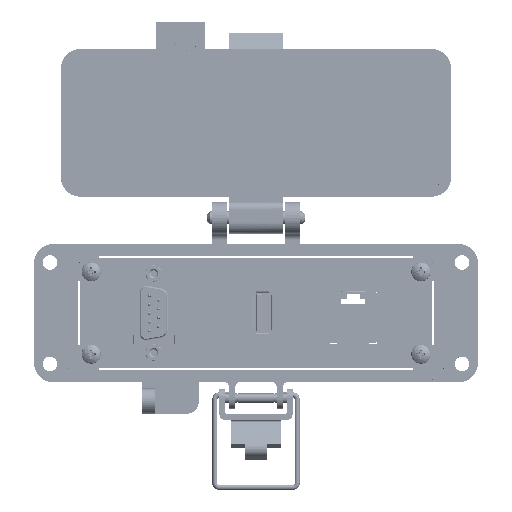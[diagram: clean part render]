
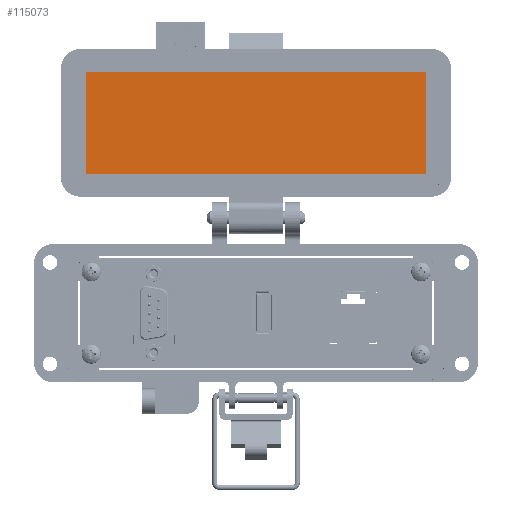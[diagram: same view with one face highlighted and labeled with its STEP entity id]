
A CAD part, top view. The second image highlights one B-rep face of the part: STEP entity #115073.
In plain terms, the highlighted planar face has unit normal (0, 0, 1).
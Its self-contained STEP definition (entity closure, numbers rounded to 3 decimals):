
#3985 = ORIENTED_EDGE ( 'NONE', *, *, #53456, .F. ) ;
#9332 = ORIENTED_EDGE ( 'NONE', *, *, #122276, .F. ) ;
#9631 = VERTEX_POINT ( 'NONE', #27063 ) ;
#12834 = DIRECTION ( 'NONE',  ( 0., 1., 0. ) ) ;
#21470 = CARTESIAN_POINT ( 'NONE',  ( 42., 51.154, -25.55 ) ) ;
#23609 = DIRECTION ( 'NONE',  ( 0., -1., 0. ) ) ;
#27063 = CARTESIAN_POINT ( 'NONE',  ( -53.75, 51.154, -25.55 ) ) ;
#28325 = VERTEX_POINT ( 'NONE', #82492 ) ;
#32424 = CARTESIAN_POINT ( 'NONE',  ( 53.75, 67.154, -25.55 ) ) ;
#38857 = VERTEX_POINT ( 'NONE', #69084 ) ;
#41614 = PLANE ( 'NONE',  #83935 ) ;
#41976 = LINE ( 'NONE', #21470, #107576 ) ;
#42871 = DIRECTION ( 'NONE',  ( 0., 0., 1. ) ) ;
#42976 = LINE ( 'NONE', #51974, #84093 ) ;
#44024 = EDGE_CURVE ( 'NONE', #38857, #9631, #41976, .T. ) ;
#51331 = VECTOR ( 'NONE', #112229, 1000. ) ;
#51974 = CARTESIAN_POINT ( 'NONE',  ( -53.75, 67.154, -25.55 ) ) ;
#53456 = EDGE_CURVE ( 'NONE', #77288, #38857, #60051, .T. ) ;
#60051 = LINE ( 'NONE', #32424, #84413 ) ;
#60597 = DIRECTION ( 'NONE',  ( -1., 0., 0. ) ) ;
#69084 = CARTESIAN_POINT ( 'NONE',  ( 53.75, 51.154, -25.55 ) ) ;
#71496 = ORIENTED_EDGE ( 'NONE', *, *, #122262, .F. ) ;
#72465 = LINE ( 'NONE', #73090, #51331 ) ;
#73090 = CARTESIAN_POINT ( 'NONE',  ( -8.5, 83.154, -25.55 ) ) ;
#75747 = EDGE_LOOP ( 'NONE', ( #71496, #9332, #75809, #3985 ) ) ;
#75809 = ORIENTED_EDGE ( 'NONE', *, *, #44024, .F. ) ;
#77288 = VERTEX_POINT ( 'NONE', #79077 ) ;
#79077 = CARTESIAN_POINT ( 'NONE',  ( 53.75, 83.154, -25.55 ) ) ;
#82492 = CARTESIAN_POINT ( 'NONE',  ( -53.75, 83.154, -25.55 ) ) ;
#83935 = AXIS2_PLACEMENT_3D ( 'NONE', #121119, #42871, #23609 ) ;
#84093 = VECTOR ( 'NONE', #12834, 1000. ) ;
#84413 = VECTOR ( 'NONE', #120316, 1000. ) ;
#107576 = VECTOR ( 'NONE', #60597, 1000. ) ;
#111485 = FACE_OUTER_BOUND ( 'NONE', #75747, .T. ) ;
#112229 = DIRECTION ( 'NONE',  ( 1., 0., 0. ) ) ;
#115073 = ADVANCED_FACE ( 'NONE', ( #111485 ), #41614, .T. ) ;
#120316 = DIRECTION ( 'NONE',  ( 0., -1., 0. ) ) ;
#121119 = CARTESIAN_POINT ( 'NONE',  ( -8.5, 67.154, -25.55 ) ) ;
#122262 = EDGE_CURVE ( 'NONE', #28325, #77288, #72465, .T. ) ;
#122276 = EDGE_CURVE ( 'NONE', #9631, #28325, #42976, .T. ) ;
